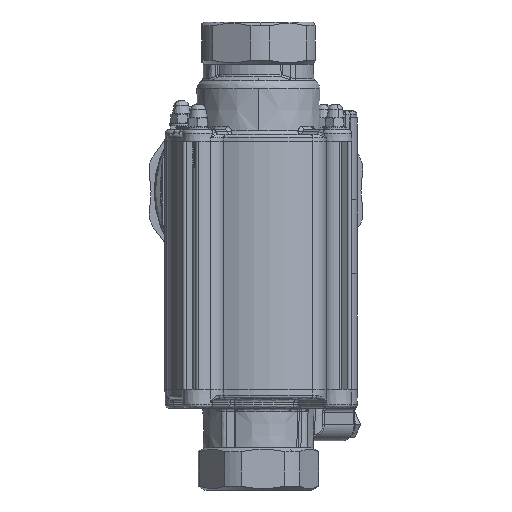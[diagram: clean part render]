
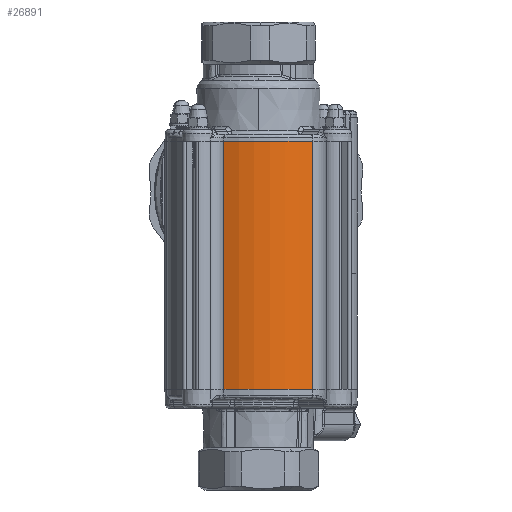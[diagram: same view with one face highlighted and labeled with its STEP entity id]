
A CAD part, front view. The second image highlights one B-rep face of the part: STEP entity #26891.
In plain terms, the highlighted cylindrical face has radius 39.1 mm (diameter 78.2 mm), a partial arc.
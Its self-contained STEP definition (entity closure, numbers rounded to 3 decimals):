
#258 = VERTEX_POINT ( 'NONE', #48241 ) ;
#4521 = AXIS2_PLACEMENT_3D ( 'NONE', #68378, #30722, #13327 ) ;
#10539 = EDGE_CURVE ( 'NONE', #95456, #258, #57250, .T. ) ;
#13011 = VECTOR ( 'NONE', #113975, 1000. ) ;
#13327 = DIRECTION ( 'NONE',  ( -1., 0., 0. ) ) ;
#13485 = CARTESIAN_POINT ( 'NONE',  ( 23.18, -31.488, 0. ) ) ;
#17658 = ORIENTED_EDGE ( 'NONE', *, *, #21697, .F. ) ;
#18379 = LINE ( 'NONE', #100297, #26603 ) ;
#21697 = EDGE_CURVE ( 'NONE', #36941, #258, #75981, .T. ) ;
#21748 = CARTESIAN_POINT ( 'NONE',  ( 0., 0., 106. ) ) ;
#26603 = VECTOR ( 'NONE', #44710, 1000. ) ;
#26891 = ADVANCED_FACE ( 'NONE', ( #104822 ), #114373, .T. ) ;
#27217 = DIRECTION ( 'NONE',  ( 1., 0., 0. ) ) ;
#30722 = DIRECTION ( 'NONE',  ( 0., 0., -1. ) ) ;
#34710 = ORIENTED_EDGE ( 'NONE', *, *, #10539, .T. ) ;
#36941 = VERTEX_POINT ( 'NONE', #58595 ) ;
#37965 = DIRECTION ( 'NONE',  ( 0., 0., 1. ) ) ;
#40466 = CARTESIAN_POINT ( 'NONE',  ( 23.18, -31.488, 106. ) ) ;
#44710 = DIRECTION ( 'NONE',  ( 0., 0., -1. ) ) ;
#48241 = CARTESIAN_POINT ( 'NONE',  ( 23.18, -31.488, 106. ) ) ;
#52068 = CARTESIAN_POINT ( 'NONE',  ( -14.725, -36.221, 0. ) ) ;
#54946 = AXIS2_PLACEMENT_3D ( 'NONE', #21748, #112068, #94114 ) ;
#57250 = LINE ( 'NONE', #40466, #13011 ) ;
#58595 = CARTESIAN_POINT ( 'NONE',  ( -14.725, -36.221, 106. ) ) ;
#58913 = AXIS2_PLACEMENT_3D ( 'NONE', #91201, #37965, #27217 ) ;
#68378 = CARTESIAN_POINT ( 'NONE',  ( 0., 0., 106. ) ) ;
#71208 = VERTEX_POINT ( 'NONE', #52068 ) ;
#75981 = CIRCLE ( 'NONE', #54946, 39.1 ) ;
#91201 = CARTESIAN_POINT ( 'NONE',  ( 0., 0., 0. ) ) ;
#92138 = EDGE_LOOP ( 'NONE', ( #17658, #98027, #99801, #34710 ) ) ;
#94114 = DIRECTION ( 'NONE',  ( 1., 0., 0. ) ) ;
#95456 = VERTEX_POINT ( 'NONE', #13485 ) ;
#95745 = EDGE_CURVE ( 'NONE', #71208, #95456, #110482, .T. ) ;
#95884 = EDGE_CURVE ( 'NONE', #36941, #71208, #18379, .T. ) ;
#98027 = ORIENTED_EDGE ( 'NONE', *, *, #95884, .T. ) ;
#99801 = ORIENTED_EDGE ( 'NONE', *, *, #95745, .T. ) ;
#100297 = CARTESIAN_POINT ( 'NONE',  ( -14.725, -36.221, 106. ) ) ;
#104822 = FACE_OUTER_BOUND ( 'NONE', #92138, .T. ) ;
#110482 = CIRCLE ( 'NONE', #58913, 39.1 ) ;
#112068 = DIRECTION ( 'NONE',  ( 0., 0., 1. ) ) ;
#113975 = DIRECTION ( 'NONE',  ( 0., 0., 1. ) ) ;
#114373 = CYLINDRICAL_SURFACE ( 'NONE', #4521, 39.1 ) ;
